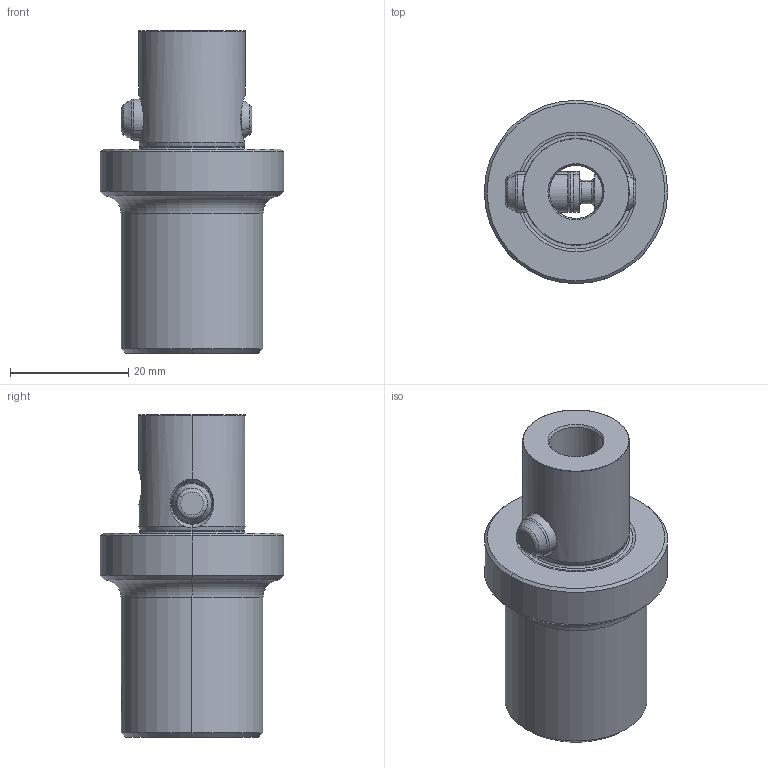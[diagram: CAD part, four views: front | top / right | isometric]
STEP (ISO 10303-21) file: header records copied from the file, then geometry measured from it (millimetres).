
FILE_DESCRIPTION(('no description'),'unknown implementation level');
FILE_NAME('280D4FEA-FEEE-494A-BBE4-2053683F9811_export.stp',' ',('CIMSOURCE GmbH'),('CADClick - KiM GmbH - www.kimweb.de'),'unknown preprocess','ACIS','unknown authorization');
FILE_SCHEMA(('automotive_design'));
Length unit declared in the file: millimetre
Products named in the file (4): 332.320 Kaiser CK3 X CK2 X 60|332.320 Kaiser CK3 X CK2 X 60_Standard;NONE; 332.320 Kaiser CK3 X CK2 X 60|690.432 Kaiser ETL M5 X 6,5 CK2_Standard;NONE; 332.320 Kaiser CK3 X CK2 X 60|691.503 Kaiser ETL �7 X 22K_Standard|692.272 O-Ring_Standard;NONE; 332.320 Kaiser CK3 X CK2 X 60|691.503 Kaiser ETL �7 X 22K_Standard|691.523 Mitnehmerbolzen_Standard;NONE
Bounding box: 31 x 31 x 54.5 mm (x, y, z)
Volume: 18138.5 mm3; surface area: 7791.8 mm2
Topology: 4 solids, 4 shells, 144 faces, 322 edges, 185 vertices
Faces by surface type: cone 48, cylinder 36, plane 34, torus 26
Entity records: 8263 total; most frequent: CARTESIAN_POINT 1232, DIRECTION 752, STYLED_ITEM 653, PRESENTATION_STYLE_ASSIGNMENT 653, COLOUR_RGB 653, ORIENTED_EDGE 640, EDGE_CURVE 320, CURVE_STYLE 320
